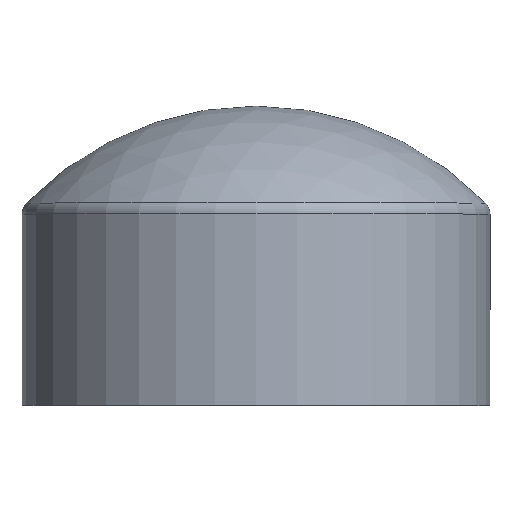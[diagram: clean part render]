
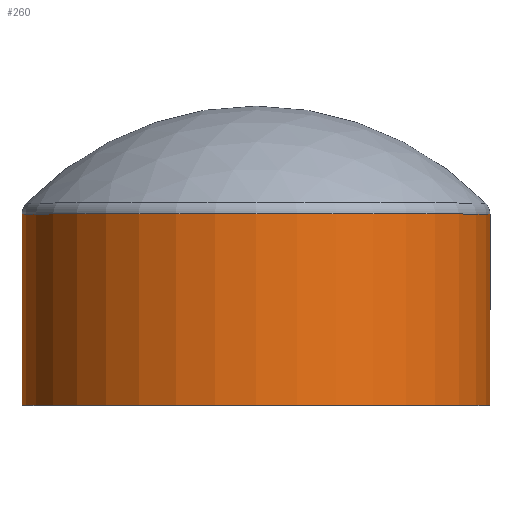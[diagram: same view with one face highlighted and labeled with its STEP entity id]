
A CAD part, top view. The second image highlights one B-rep face of the part: STEP entity #260.
In plain terms, the highlighted cylindrical face has radius 8.6 mm (diameter 17.2 mm), a partial arc.
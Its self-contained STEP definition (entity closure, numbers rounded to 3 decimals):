
#2 = FACE_OUTER_BOUND ( 'NONE', #268, .T. ) ;
#18 = ORIENTED_EDGE ( 'NONE', *, *, #345, .T. ) ;
#22 = CARTESIAN_POINT ( 'NONE',  ( -8.6, 2817.965, 0. ) ) ;
#28 = CARTESIAN_POINT ( 'NONE',  ( 0., 7.029, 0. ) ) ;
#30 = DIRECTION ( 'NONE',  ( -1., 0., 0. ) ) ;
#48 = DIRECTION ( 'NONE',  ( -1., 0., 0. ) ) ;
#60 = AXIS2_PLACEMENT_3D ( 'NONE', #144, #123, #148 ) ;
#61 = CIRCLE ( 'NONE', #104, 8.6 ) ;
#75 = EDGE_CURVE ( 'NONE', #238, #160, #164, .T. ) ;
#77 = ORIENTED_EDGE ( 'NONE', *, *, #81, .F. ) ;
#81 = EDGE_CURVE ( 'NONE', #293, #160, #61, .T. ) ;
#82 = ORIENTED_EDGE ( 'NONE', *, *, #75, .T. ) ;
#99 = EDGE_CURVE ( 'NONE', #330, #293, #329, .T. ) ;
#104 = AXIS2_PLACEMENT_3D ( 'NONE', #28, #352, #48 ) ;
#123 = DIRECTION ( 'NONE',  ( 0., 1., 0. ) ) ;
#133 = DIRECTION ( 'NONE',  ( 0., 1., 0. ) ) ;
#134 = ORIENTED_EDGE ( 'NONE', *, *, #99, .F. ) ;
#144 = CARTESIAN_POINT ( 'NONE',  ( 0., 0., 0. ) ) ;
#148 = DIRECTION ( 'NONE',  ( -1., 0., 0. ) ) ;
#160 = VERTEX_POINT ( 'NONE', #183 ) ;
#164 = LINE ( 'NONE', #296, #338 ) ;
#166 = CARTESIAN_POINT ( 'NONE',  ( 0., 2817.965, 0. ) ) ;
#167 = DIRECTION ( 'NONE',  ( 0., 1., 0. ) ) ;
#183 = CARTESIAN_POINT ( 'NONE',  ( 8.6, 7.029, 0. ) ) ;
#194 = CARTESIAN_POINT ( 'NONE',  ( 8.6, 0., 0. ) ) ;
#238 = VERTEX_POINT ( 'NONE', #194 ) ;
#250 = CARTESIAN_POINT ( 'NONE',  ( -8.6, 7.029, 0. ) ) ;
#260 = ADVANCED_FACE ( 'NONE', ( #2 ), #311, .T. ) ;
#268 = EDGE_LOOP ( 'NONE', ( #18, #82, #77, #134 ) ) ;
#272 = DIRECTION ( 'NONE',  ( 0., 1., 0. ) ) ;
#286 = CARTESIAN_POINT ( 'NONE',  ( -8.6, 0., 0. ) ) ;
#293 = VERTEX_POINT ( 'NONE', #250 ) ;
#296 = CARTESIAN_POINT ( 'NONE',  ( 8.6, 2817.965, 0. ) ) ;
#298 = AXIS2_PLACEMENT_3D ( 'NONE', #166, #167, #30 ) ;
#311 = CYLINDRICAL_SURFACE ( 'NONE', #298, 8.6 ) ;
#321 = CIRCLE ( 'NONE', #60, 8.6 ) ;
#329 = LINE ( 'NONE', #22, #359 ) ;
#330 = VERTEX_POINT ( 'NONE', #286 ) ;
#338 = VECTOR ( 'NONE', #272, 1000. ) ;
#345 = EDGE_CURVE ( 'NONE', #330, #238, #321, .T. ) ;
#352 = DIRECTION ( 'NONE',  ( 0., 1., 0. ) ) ;
#359 = VECTOR ( 'NONE', #133, 1000. ) ;
